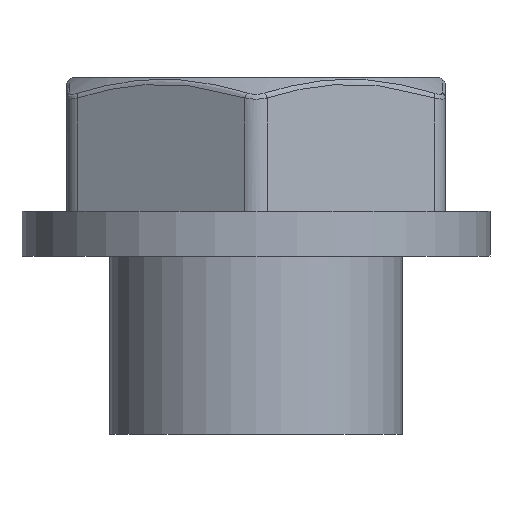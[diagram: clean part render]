
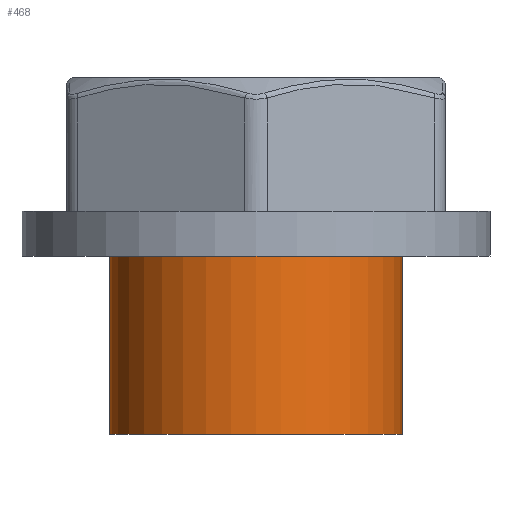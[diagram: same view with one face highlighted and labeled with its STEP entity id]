
A CAD part, front view. The second image highlights one B-rep face of the part: STEP entity #468.
In plain terms, the highlighted cylindrical face has radius 6.579 mm (diameter 13.157 mm), a full revolution.
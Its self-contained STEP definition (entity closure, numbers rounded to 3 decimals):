
#468 = ADVANCED_FACE( '', ( #1012, #1013 ), #1014, .T. );
#1012 = FACE_OUTER_BOUND( '', #2275, .T. );
#1013 = FACE_OUTER_BOUND( '', #2276, .T. );
#1014 = CYLINDRICAL_SURFACE( '', #2277, 6.579 );
#2275 = EDGE_LOOP( '', ( #4021 ) );
#2276 = EDGE_LOOP( '', ( #4022 ) );
#2277 = AXIS2_PLACEMENT_3D( '', #4023, #4024, #4025 );
#4021 = ORIENTED_EDGE( '', *, *, #4950, .F. );
#4022 = ORIENTED_EDGE( '', *, *, #4716, .T. );
#4023 = CARTESIAN_POINT( '', ( 0., 0., 10. ) );
#4024 = DIRECTION( '', ( 0., 0., 1. ) );
#4025 = DIRECTION( '', ( -1., 0., 0. ) );
#4716 = EDGE_CURVE( '', #5523, #5523, #5524, .F. );
#4950 = EDGE_CURVE( '', #5841, #5841, #5842, .T. );
#5523 = VERTEX_POINT( '', #7208 );
#5524 = CIRCLE( '', #7209, 6.579 );
#5841 = VERTEX_POINT( '', #7934 );
#5842 = CIRCLE( '', #7935, 6.579 );
#7208 = CARTESIAN_POINT( '', ( 6.579, 0., 8. ) );
#7209 = AXIS2_PLACEMENT_3D( '', #8282, #8283, #8284 );
#7934 = CARTESIAN_POINT( '', ( 6.579, 0., 0. ) );
#7935 = AXIS2_PLACEMENT_3D( '', #8402, #8403, #8404 );
#8282 = CARTESIAN_POINT( '', ( 0., 0., 8. ) );
#8283 = DIRECTION( '', ( 0., 0., 1. ) );
#8284 = DIRECTION( '', ( 1., 0., 0. ) );
#8402 = CARTESIAN_POINT( '', ( 0., 0., 0. ) );
#8403 = DIRECTION( '', ( 0., 0., -1. ) );
#8404 = DIRECTION( '', ( 1., 0., 0. ) );
